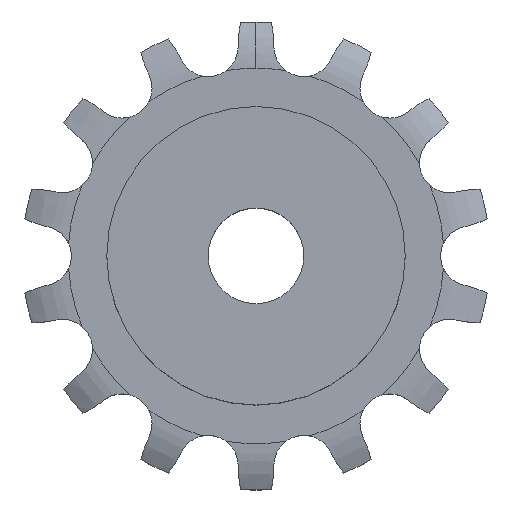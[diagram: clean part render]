
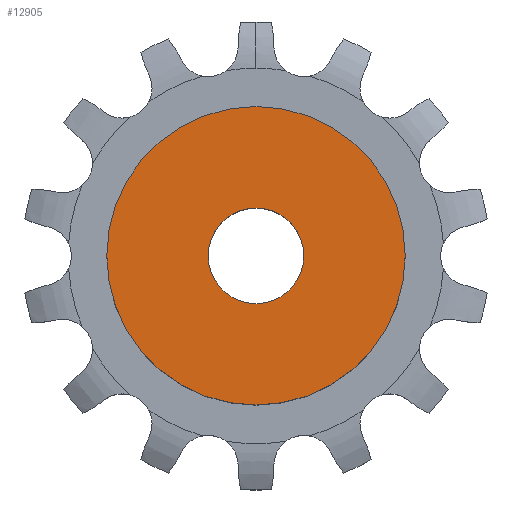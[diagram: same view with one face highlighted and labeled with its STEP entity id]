
A CAD part, top view. The second image highlights one B-rep face of the part: STEP entity #12905.
In plain terms, the highlighted planar face has unit normal (0, 0, 1).
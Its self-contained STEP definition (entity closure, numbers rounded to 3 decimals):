
#4217 = CYLINDRICAL_SURFACE('',#4218,12.5);
#4218 = AXIS2_PLACEMENT_3D('',#4219,#4220,#4221);
#4219 = CARTESIAN_POINT('',(0.,0.,0.));
#4220 = DIRECTION('',(-0.,-0.,-1.));
#4221 = DIRECTION('',(1.,0.,0.));
#10488 = CYLINDRICAL_SURFACE('',#10489,4.);
#10489 = AXIS2_PLACEMENT_3D('',#10490,#10491,#10492);
#10490 = CARTESIAN_POINT('',(0.,0.,57.453));
#10491 = DIRECTION('',(0.,0.,1.));
#10492 = DIRECTION('',(1.,0.,-0.));
#12013 = VERTEX_POINT('',#12014);
#12014 = CARTESIAN_POINT('',(12.5,0.,13.));
#12035 = EDGE_CURVE('',#12013,#12013,#12036,.T.);
#12036 = SURFACE_CURVE('',#12037,(#12042,#12049),.PCURVE_S1.);
#12037 = CIRCLE('',#12038,12.5);
#12038 = AXIS2_PLACEMENT_3D('',#12039,#12040,#12041);
#12039 = CARTESIAN_POINT('',(0.,0.,13.));
#12040 = DIRECTION('',(0.,0.,1.));
#12041 = DIRECTION('',(1.,0.,0.));
#12042 = PCURVE('',#4217,#12043);
#12043 = DEFINITIONAL_REPRESENTATION('',(#12044),#12048);
#12044 = LINE('',#12045,#12046);
#12045 = CARTESIAN_POINT('',(-0.,-13.));
#12046 = VECTOR('',#12047,1.);
#12047 = DIRECTION('',(-1.,0.));
#12048 = ( GEOMETRIC_REPRESENTATION_CONTEXT(2) 
PARAMETRIC_REPRESENTATION_CONTEXT() REPRESENTATION_CONTEXT('2D SPACE',''
  ) );
#12049 = PCURVE('',#12050,#12055);
#12050 = PLANE('',#12051);
#12051 = AXIS2_PLACEMENT_3D('',#12052,#12053,#12054);
#12052 = CARTESIAN_POINT('',(0.,0.,13.));
#12053 = DIRECTION('',(-0.,0.,1.));
#12054 = DIRECTION('',(0.,-1.,0.));
#12055 = DEFINITIONAL_REPRESENTATION('',(#12056),#12060);
#12056 = CIRCLE('',#12057,12.5);
#12057 = AXIS2_PLACEMENT_2D('',#12058,#12059);
#12058 = CARTESIAN_POINT('',(0.,0.));
#12059 = DIRECTION('',(0.,1.));
#12060 = ( GEOMETRIC_REPRESENTATION_CONTEXT(2) 
PARAMETRIC_REPRESENTATION_CONTEXT() REPRESENTATION_CONTEXT('2D SPACE',''
  ) );
#12859 = EDGE_CURVE('',#12860,#12860,#12862,.T.);
#12860 = VERTEX_POINT('',#12861);
#12861 = CARTESIAN_POINT('',(4.,0.,13.));
#12862 = SURFACE_CURVE('',#12863,(#12868,#12875),.PCURVE_S1.);
#12863 = CIRCLE('',#12864,4.);
#12864 = AXIS2_PLACEMENT_3D('',#12865,#12866,#12867);
#12865 = CARTESIAN_POINT('',(0.,0.,13.));
#12866 = DIRECTION('',(0.,0.,1.));
#12867 = DIRECTION('',(1.,0.,-0.));
#12868 = PCURVE('',#10488,#12869);
#12869 = DEFINITIONAL_REPRESENTATION('',(#12870),#12874);
#12870 = LINE('',#12871,#12872);
#12871 = CARTESIAN_POINT('',(0.,-44.453));
#12872 = VECTOR('',#12873,1.);
#12873 = DIRECTION('',(1.,0.));
#12874 = ( GEOMETRIC_REPRESENTATION_CONTEXT(2) 
PARAMETRIC_REPRESENTATION_CONTEXT() REPRESENTATION_CONTEXT('2D SPACE',''
  ) );
#12875 = PCURVE('',#12050,#12876);
#12876 = DEFINITIONAL_REPRESENTATION('',(#12877),#12881);
#12877 = CIRCLE('',#12878,4.);
#12878 = AXIS2_PLACEMENT_2D('',#12879,#12880);
#12879 = CARTESIAN_POINT('',(0.,0.));
#12880 = DIRECTION('',(0.,1.));
#12881 = ( GEOMETRIC_REPRESENTATION_CONTEXT(2) 
PARAMETRIC_REPRESENTATION_CONTEXT() REPRESENTATION_CONTEXT('2D SPACE',''
  ) );
#12905 = ADVANCED_FACE('',(#12906,#12909),#12050,.T.);
#12906 = FACE_BOUND('',#12907,.T.);
#12907 = EDGE_LOOP('',(#12908));
#12908 = ORIENTED_EDGE('',*,*,#12035,.T.);
#12909 = FACE_BOUND('',#12910,.T.);
#12910 = EDGE_LOOP('',(#12911));
#12911 = ORIENTED_EDGE('',*,*,#12859,.F.);
